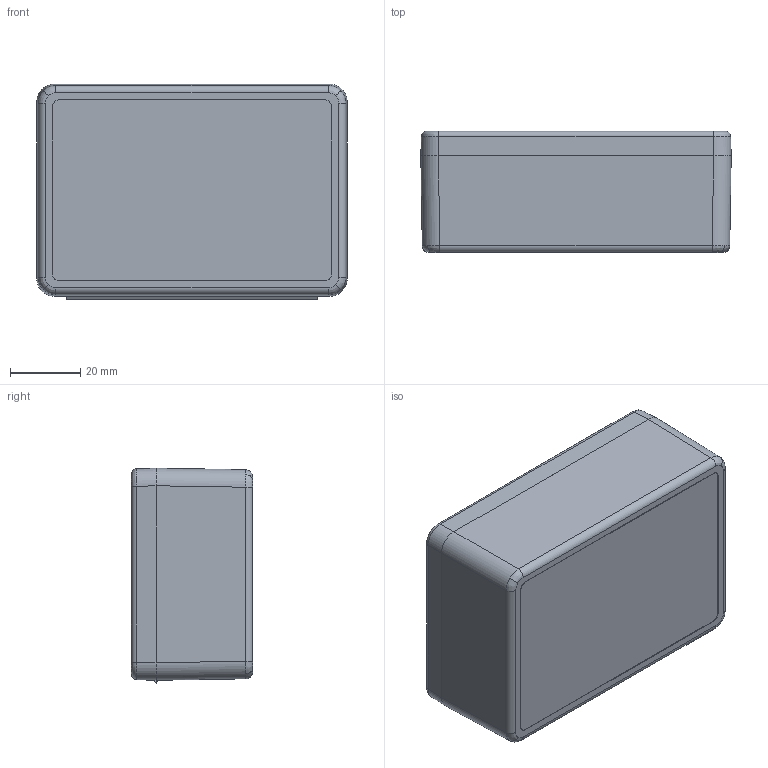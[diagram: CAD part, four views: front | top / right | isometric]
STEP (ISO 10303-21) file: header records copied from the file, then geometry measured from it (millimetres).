
FILE_DESCRIPTION (( 'STEP AP214' ), '1' );
FILE_NAME ('B166 Êîðîáêà ïëàñòèêîâàÿ, 90x62x35 ìì.STEP', '2020-04-06T12:49:49', ( '' ), ( '' ), 'SwSTEP 2.0', 'SolidWorks 2020', '' );
FILE_SCHEMA (( 'AUTOMOTIVE_DESIGN' ));
Length unit declared in the file: millimetre
Products named in the file (3): B166 Êðûøêà; B166 Êîðîáêà ïëàñòèêîâàÿ, 90x62x35 ìì; B166 Åìêîñòü
Assembly tree (2 placements, depth 2):
  B166 Êîðîáêà ïëàñòèêîâàÿ, 90x62x35 ìì
    B166 Åìêîñòü
    B166 Êðûøêà
Bounding box: 88.37 x 34.5 x 61.37 mm (x, y, z)
Volume: 24664.9 mm3; surface area: 41705.4 mm2
Topology: 3 solids, 3 shells, 141 faces, 340 edges, 216 vertices
Faces by surface type: plane 75, cylinder 38, bspline 28
Entity records: 4629 total; most frequent: CARTESIAN_POINT 1498, ORIENTED_EDGE 680, DIRECTION 556, EDGE_CURVE 340, VECTOR 216, VERTEX_POINT 216, LINE 216, AXIS2_PLACEMENT_3D 170
